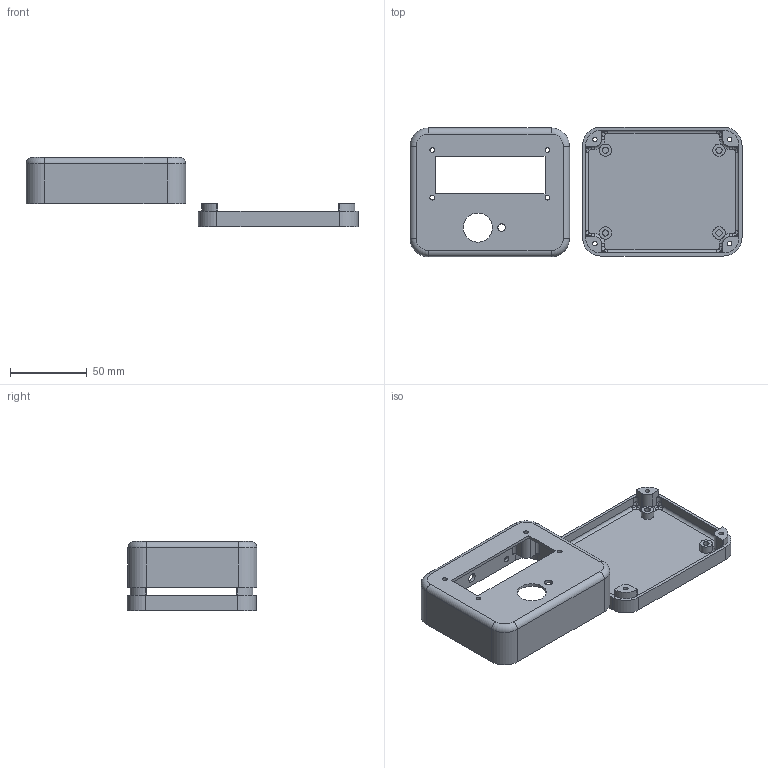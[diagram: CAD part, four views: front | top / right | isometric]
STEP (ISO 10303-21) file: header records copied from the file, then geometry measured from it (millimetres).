
FILE_DESCRIPTION(/* description */ (''),/* implementation_level */ '2;1');
FILE_NAME(/* name */ 'Litterbox v5.step',/* time_stamp */ '2023-07-05T15:29:37+02:00',/* author */ (''),/* organization */ (''),/* preprocessor_version */ 'ST-DEVELOPER v19.2',/* originating_system */ 'Autodesk Translation Framework v12.6.0.85',/* authorisation */ '');
FILE_SCHEMA (('AUTOMOTIVE_DESIGN { 1 0 10303 214 3 1 1 }'));
Length unit declared in the file: millimetre
Products named in the file (1): Litterbox
Bounding box: 216.41 x 84.56 x 45 mm (x, y, z)
Volume: 66812.8 mm3; surface area: 58528.5 mm2
Topology: 2 solids, 2 shells, 280 faces, 713 edges, 451 vertices
Faces by surface type: cylinder 97, bspline 96, plane 75, torus 12
Full cylindrical faces by diameter (mm): 3 x12, 4 x5, 5 x1, 6 x5, 8 x4, 19 x1
Entity records: 12049 total; most frequent: CARTESIAN_POINT 5374, ORIENTED_EDGE 1426, DIRECTION 1336, EDGE_CURVE 713, AXIS2_PLACEMENT_3D 540, VERTEX_POINT 451, CIRCLE 355, EDGE_LOOP 320
